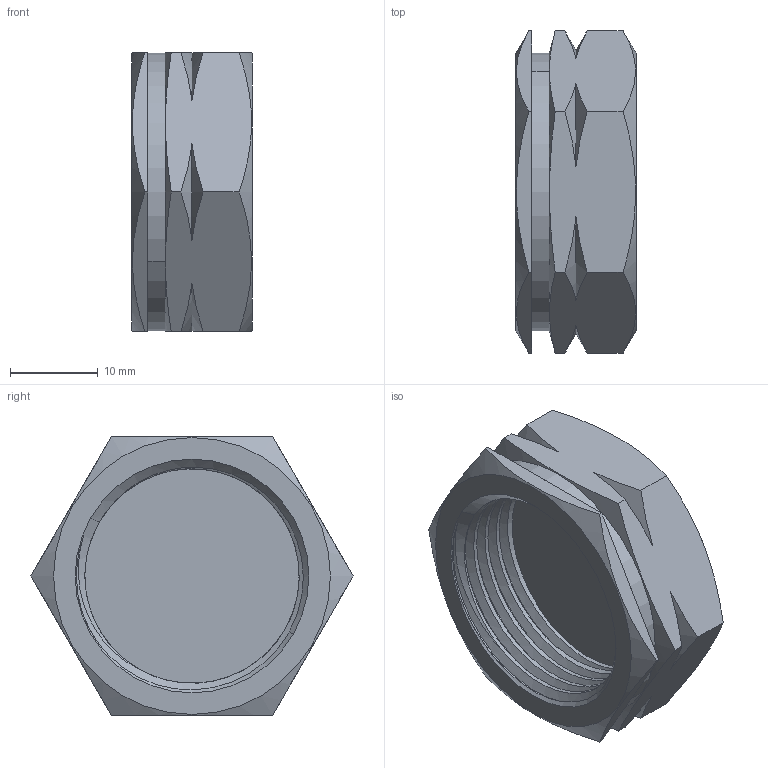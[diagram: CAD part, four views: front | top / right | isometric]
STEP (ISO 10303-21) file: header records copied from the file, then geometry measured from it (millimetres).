
FILE_DESCRIPTION (( 'STEP AP203' ), '1' );
FILE_NAME ('CAP-67SS-P.STEP', '2025-08-22T17:04:46', ( '' ), ( '' ), 'SwSTEP 2.0', 'SolidWorks 2018', '' );
FILE_SCHEMA (( 'CONFIG_CONTROL_DESIGN' ));
Length unit declared in the file: inch
Products named in the file (3): PRT-000965; CAP-67SS-P; PRT-004002
Assembly tree (2 placements, depth 2):
  CAP-67SS-P
    PRT-000965
    PRT-004002
Bounding box: 13.72 x 36.66 x 31.75 mm (x, y, z)
Volume: 7253.8 mm3; surface area: 5647.5 mm2
Topology: 2 solids, 2 shells, 54 faces, 218 edges, 170 vertices
Faces by surface type: cone 20, plane 18, cylinder 13, bspline 3
Entity records: 5009 total; most frequent: CARTESIAN_POINT 3112, ORIENTED_EDGE 436, EDGE_CURVE 218, DIRECTION 206, VERTEX_POINT 170, B_SPLINE_CURVE_WITH_KNOTS 148, AXIS2_PLACEMENT_3D 80, EDGE_LOOP 56
